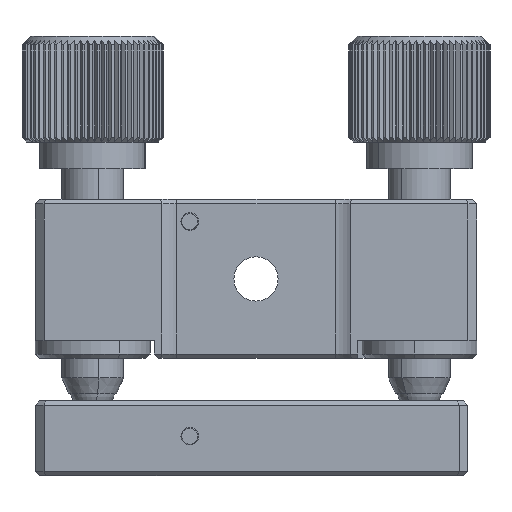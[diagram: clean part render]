
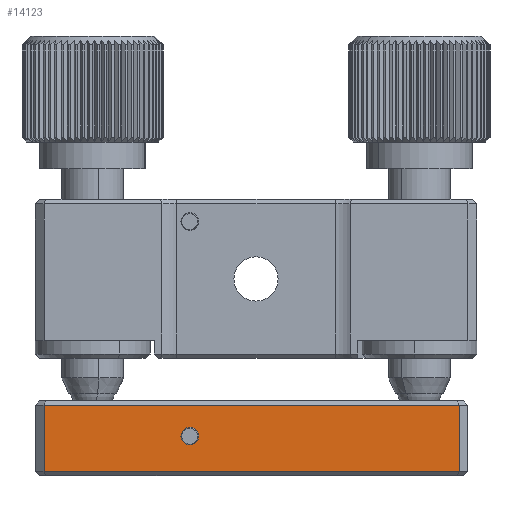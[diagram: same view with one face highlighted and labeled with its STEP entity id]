
A CAD part, left-side view. The second image highlights one B-rep face of the part: STEP entity #14123.
In plain terms, the highlighted planar face has unit normal (-1, 0, 0).
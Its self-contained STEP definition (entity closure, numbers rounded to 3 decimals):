
#781 = CIRCLE ( 'NONE', #23325, 1. ) ;
#871 = VERTEX_POINT ( 'NONE', #9317 ) ;
#2019 = VERTEX_POINT ( 'NONE', #21629 ) ;
#2530 = EDGE_CURVE ( 'NONE', #14202, #871, #10509, .T. ) ;
#3314 = ORIENTED_EDGE ( 'NONE', *, *, #9574, .F. ) ;
#4215 = CARTESIAN_POINT ( 'NONE',  ( -3.368, 32.874, 54.498 ) ) ;
#5128 = DIRECTION ( 'NONE',  ( 0., 1., 0. ) ) ;
#5240 = LINE ( 'NONE', #27639, #26990 ) ;
#5559 = VERTEX_POINT ( 'NONE', #11044 ) ;
#6855 = DIRECTION ( 'NONE',  ( 0., 0., -1. ) ) ;
#6950 = DIRECTION ( 'NONE',  ( 1., 0., 0. ) ) ;
#7517 = DIRECTION ( 'NONE',  ( 0., 0., 1. ) ) ;
#7947 = VERTEX_POINT ( 'NONE', #26908 ) ;
#8476 = EDGE_CURVE ( 'NONE', #5559, #7947, #31297, .T. ) ;
#8653 = VERTEX_POINT ( 'NONE', #26359 ) ;
#9317 = CARTESIAN_POINT ( 'NONE',  ( -3.368, 16.374, 59.998 ) ) ;
#9487 = DIRECTION ( 'NONE',  ( 0., 0., -1. ) ) ;
#9574 = EDGE_CURVE ( 'NONE', #871, #14202, #781, .T. ) ;
#9908 = CARTESIAN_POINT ( 'NONE',  ( -3.368, 16.374, 57.998 ) ) ;
#10106 = DIRECTION ( 'NONE',  ( 0., -1., 0. ) ) ;
#10509 = CIRCLE ( 'NONE', #11142, 1. ) ;
#11044 = CARTESIAN_POINT ( 'NONE',  ( -3.368, 32.874, 62.498 ) ) ;
#11142 = AXIS2_PLACEMENT_3D ( 'NONE', #14790, #22638, #7517 ) ;
#13602 = LINE ( 'NONE', #30400, #27015 ) ;
#14123 = ADVANCED_FACE ( 'NONE', ( #31410, #24707 ), #31780, .F. ) ;
#14202 = VERTEX_POINT ( 'NONE', #9908 ) ;
#14403 = DIRECTION ( 'NONE',  ( -1., 0., 0. ) ) ;
#14724 = CARTESIAN_POINT ( 'NONE',  ( -3.368, 16.374, 58.998 ) ) ;
#14790 = CARTESIAN_POINT ( 'NONE',  ( -3.368, 16.374, 58.998 ) ) ;
#15290 = EDGE_CURVE ( 'NONE', #2019, #5559, #13602, .T. ) ;
#16057 = EDGE_LOOP ( 'NONE', ( #3314, #32692 ) ) ;
#16778 = EDGE_CURVE ( 'NONE', #7947, #8653, #5240, .T. ) ;
#17253 = DIRECTION ( 'NONE',  ( 0., 0., 1. ) ) ;
#19401 = AXIS2_PLACEMENT_3D ( 'NONE', #29365, #6950, #9487 ) ;
#19973 = DIRECTION ( 'NONE',  ( 0., 0., 1. ) ) ;
#20961 = LINE ( 'NONE', #25101, #23358 ) ;
#21413 = VECTOR ( 'NONE', #6855, 1000. ) ;
#21629 = CARTESIAN_POINT ( 'NONE',  ( -3.368, -14.126, 62.498 ) ) ;
#22314 = ORIENTED_EDGE ( 'NONE', *, *, #8476, .T. ) ;
#22638 = DIRECTION ( 'NONE',  ( -1., 0., 0. ) ) ;
#23325 = AXIS2_PLACEMENT_3D ( 'NONE', #14724, #14403, #17253 ) ;
#23358 = VECTOR ( 'NONE', #19973, 1000. ) ;
#23639 = ORIENTED_EDGE ( 'NONE', *, *, #24876, .T. ) ;
#24244 = EDGE_LOOP ( 'NONE', ( #22314, #30182, #23639, #26890 ) ) ;
#24707 = FACE_OUTER_BOUND ( 'NONE', #24244, .T. ) ;
#24876 = EDGE_CURVE ( 'NONE', #8653, #2019, #20961, .T. ) ;
#25101 = CARTESIAN_POINT ( 'NONE',  ( -3.368, -14.126, 54.498 ) ) ;
#26359 = CARTESIAN_POINT ( 'NONE',  ( -3.368, -14.126, 54.998 ) ) ;
#26890 = ORIENTED_EDGE ( 'NONE', *, *, #15290, .T. ) ;
#26908 = CARTESIAN_POINT ( 'NONE',  ( -3.368, 32.874, 54.998 ) ) ;
#26990 = VECTOR ( 'NONE', #10106, 1000. ) ;
#27015 = VECTOR ( 'NONE', #5128, 1000. ) ;
#27639 = CARTESIAN_POINT ( 'NONE',  ( -3.368, -14.126, 54.998 ) ) ;
#29365 = CARTESIAN_POINT ( 'NONE',  ( -3.368, -15.126, 54.498 ) ) ;
#30182 = ORIENTED_EDGE ( 'NONE', *, *, #16778, .T. ) ;
#30400 = CARTESIAN_POINT ( 'NONE',  ( -3.368, -15.126, 62.498 ) ) ;
#31297 = LINE ( 'NONE', #4215, #21413 ) ;
#31410 = FACE_BOUND ( 'NONE', #16057, .T. ) ;
#31780 = PLANE ( 'NONE',  #19401 ) ;
#32692 = ORIENTED_EDGE ( 'NONE', *, *, #2530, .F. ) ;
